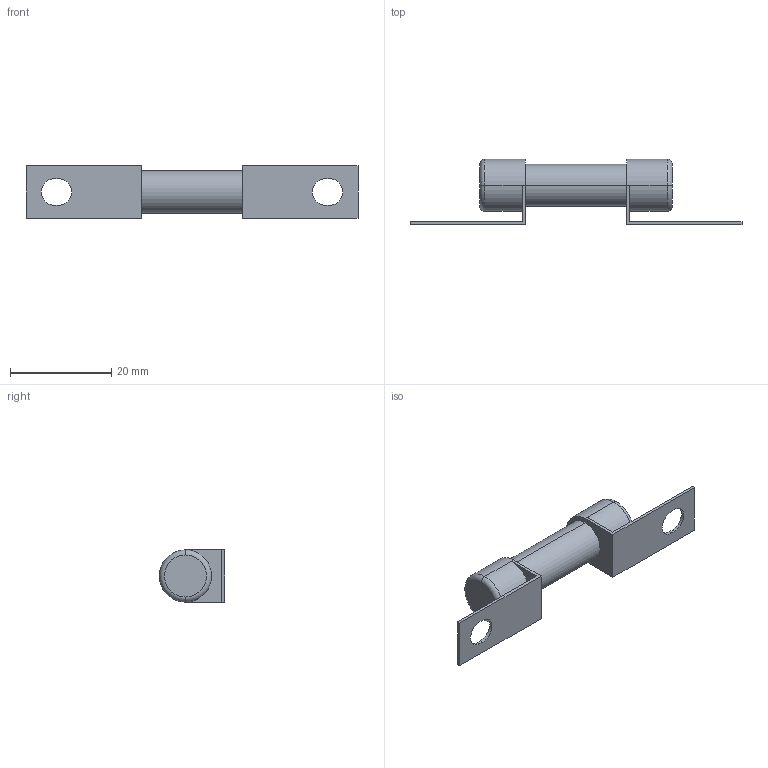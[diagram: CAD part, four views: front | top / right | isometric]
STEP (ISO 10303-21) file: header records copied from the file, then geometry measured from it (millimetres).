
FILE_DESCRIPTION (( 'STEP AP214' ), '1' );
FILE_NAME ('PF-K-B1.STEP', '2022-03-09T17:01:01', ( '' ), ( '' ), 'SwSTEP 2.0', 'SolidWorks 2021', '' );
FILE_SCHEMA (( 'AUTOMOTIVE_DESIGN' ));
Length unit declared in the file: millimetre
Products named in the file (1): PF-K-B1
Bounding box: 65.5 x 12.9 x 10.3 mm (x, y, z)
Volume: 2857.3 mm3; surface area: 2348.9 mm2
Topology: 1 solids, 1 shells, 34 faces, 82 edges, 52 vertices
Faces by surface type: plane 20, cylinder 10, torus 4
Entity records: 1054 total; most frequent: DIRECTION 180, CARTESIAN_POINT 169, ORIENTED_EDGE 164, EDGE_CURVE 82, AXIS2_PLACEMENT_3D 63, VECTOR 54, LINE 54, VERTEX_POINT 52
